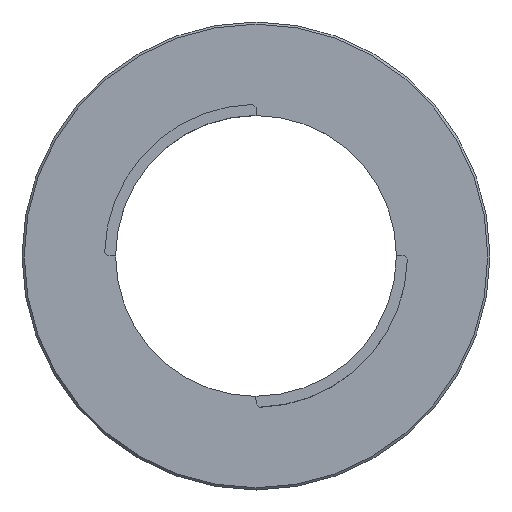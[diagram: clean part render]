
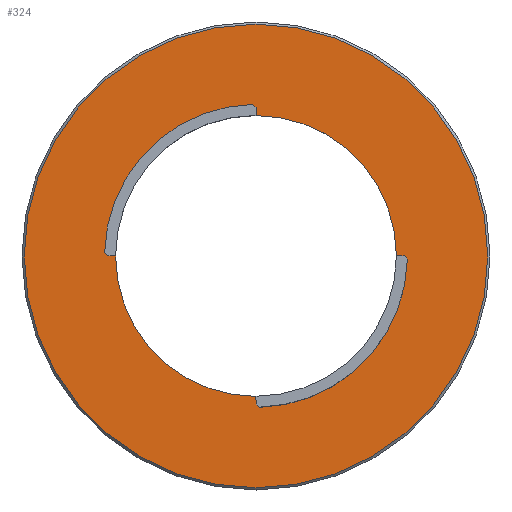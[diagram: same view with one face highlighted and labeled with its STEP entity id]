
A CAD part, top view. The second image highlights one B-rep face of the part: STEP entity #324.
In plain terms, the highlighted planar face has unit normal (0, 0, 1).
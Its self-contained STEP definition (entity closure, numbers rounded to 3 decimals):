
#26=PLANE('',#369);
#51=LINE('',#543,#79);
#52=LINE('',#545,#80);
#53=LINE('',#546,#81);
#54=LINE('',#548,#82);
#55=LINE('',#549,#83);
#56=LINE('',#551,#84);
#57=LINE('',#552,#85);
#58=LINE('',#554,#86);
#79=VECTOR('',#444,1000.);
#80=VECTOR('',#445,1000.);
#81=VECTOR('',#446,1000.);
#82=VECTOR('',#447,1000.);
#83=VECTOR('',#448,1000.);
#84=VECTOR('',#449,1000.);
#85=VECTOR('',#450,1000.);
#86=VECTOR('',#451,1000.);
#124=ORIENTED_EDGE('',*,*,#204,.T.);
#125=ORIENTED_EDGE('',*,*,#205,.F.);
#126=ORIENTED_EDGE('',*,*,#206,.T.);
#127=ORIENTED_EDGE('',*,*,#186,.T.);
#128=ORIENTED_EDGE('',*,*,#207,.T.);
#129=ORIENTED_EDGE('',*,*,#208,.F.);
#130=ORIENTED_EDGE('',*,*,#189,.F.);
#131=ORIENTED_EDGE('',*,*,#209,.F.);
#132=ORIENTED_EDGE('',*,*,#210,.T.);
#133=ORIENTED_EDGE('',*,*,#175,.T.);
#134=ORIENTED_EDGE('',*,*,#211,.T.);
#135=ORIENTED_EDGE('',*,*,#212,.F.);
#136=ORIENTED_EDGE('',*,*,#192,.F.);
#175=EDGE_CURVE('',#217,#218,#247,.T.);
#186=EDGE_CURVE('',#228,#227,#251,.T.);
#189=EDGE_CURVE('',#230,#231,#253,.T.);
#192=EDGE_CURVE('',#232,#233,#254,.T.);
#204=EDGE_CURVE('',#242,#242,#260,.F.);
#205=EDGE_CURVE('',#243,#232,#51,.T.);
#206=EDGE_CURVE('',#243,#228,#52,.T.);
#207=EDGE_CURVE('',#227,#244,#53,.T.);
#208=EDGE_CURVE('',#231,#244,#54,.T.);
#209=EDGE_CURVE('',#245,#230,#55,.T.);
#210=EDGE_CURVE('',#245,#217,#56,.T.);
#211=EDGE_CURVE('',#218,#246,#57,.T.);
#212=EDGE_CURVE('',#233,#246,#58,.T.);
#217=VERTEX_POINT('',#481);
#218=VERTEX_POINT('',#482);
#227=VERTEX_POINT('',#503);
#228=VERTEX_POINT('',#505);
#230=VERTEX_POINT('',#511);
#231=VERTEX_POINT('',#512);
#232=VERTEX_POINT('',#515);
#233=VERTEX_POINT('',#517);
#242=VERTEX_POINT('',#542);
#243=VERTEX_POINT('',#544);
#244=VERTEX_POINT('',#547);
#245=VERTEX_POINT('',#550);
#246=VERTEX_POINT('',#553);
#247=CIRCLE('',#350,27.5);
#251=CIRCLE('',#356,27.5);
#253=CIRCLE('',#359,25.5);
#254=CIRCLE('',#360,25.5);
#260=CIRCLE('',#370,42.1);
#271=EDGE_LOOP('',(#124));
#272=EDGE_LOOP('',(#125,#126,#127,#128,#129,#130,#131,#132,#133,#134,#135,
#136));
#297=FACE_BOUND('',#271,.T.);
#298=FACE_BOUND('',#272,.T.);
#324=ADVANCED_FACE('',(#297,#298),#26,.F.);
#350=AXIS2_PLACEMENT_3D('',#480,#386,#387);
#356=AXIS2_PLACEMENT_3D('',#504,#405,#406);
#359=AXIS2_PLACEMENT_3D('',#510,#412,#413);
#360=AXIS2_PLACEMENT_3D('',#516,#416,#417);
#369=AXIS2_PLACEMENT_3D('',#540,#440,#441);
#370=AXIS2_PLACEMENT_3D('',#541,#442,#443);
#386=DIRECTION('',(0.,0.,-1.));
#387=DIRECTION('',(1.,0.,0.));
#405=DIRECTION('',(0.,0.,-1.));
#406=DIRECTION('',(1.,0.,0.));
#412=DIRECTION('',(0.,0.,1.));
#413=DIRECTION('',(1.,0.,0.));
#416=DIRECTION('',(0.,0.,1.));
#417=DIRECTION('',(-1.,0.,0.));
#440=DIRECTION('',(0.,0.,-1.));
#441=DIRECTION('',(-1.,0.,0.));
#442=DIRECTION('',(0.,0.,-1.));
#443=DIRECTION('',(-1.,0.,0.));
#444=DIRECTION('',(-1.,0.,0.));
#445=DIRECTION('',(0.699,-0.715,0.));
#446=DIRECTION('',(-0.715,0.699,0.));
#447=DIRECTION('',(0.,-1.,0.));
#448=DIRECTION('',(1.,0.,0.));
#449=DIRECTION('',(-0.699,0.715,0.));
#450=DIRECTION('',(0.715,-0.699,0.));
#451=DIRECTION('',(0.,1.,0.));
#480=CARTESIAN_POINT('',(0.,0.,2.));
#481=CARTESIAN_POINT('',(-27.493,0.6,2.));
#482=CARTESIAN_POINT('',(-0.6,27.493,2.));
#503=CARTESIAN_POINT('',(0.6,-27.493,2.));
#504=CARTESIAN_POINT('',(0.,0.,2.));
#505=CARTESIAN_POINT('',(27.493,-0.6,2.));
#510=CARTESIAN_POINT('',(0.,0.,2.));
#511=CARTESIAN_POINT('',(-25.5,0.,2.));
#512=CARTESIAN_POINT('',(0.,-25.5,2.));
#515=CARTESIAN_POINT('',(25.5,0.,2.));
#516=CARTESIAN_POINT('',(0.,0.,2.));
#517=CARTESIAN_POINT('',(0.,25.5,2.));
#540=CARTESIAN_POINT('',(0.,0.,2.));
#541=CARTESIAN_POINT('',(0.,0.,2.));
#542=CARTESIAN_POINT('',(-42.1,0.,2.));
#543=CARTESIAN_POINT('',(25.5,0.,2.));
#544=CARTESIAN_POINT('',(26.907,0.,2.));
#545=CARTESIAN_POINT('',(13.747,13.45,2.));
#546=CARTESIAN_POINT('',(-13.45,-13.747,2.));
#547=CARTESIAN_POINT('',(0.,-26.907,2.));
#548=CARTESIAN_POINT('',(0.,-27.5,2.));
#549=CARTESIAN_POINT('',(-25.5,0.,2.));
#550=CARTESIAN_POINT('',(-26.907,0.,2.));
#551=CARTESIAN_POINT('',(-13.747,-13.45,2.));
#552=CARTESIAN_POINT('',(13.45,13.747,2.));
#553=CARTESIAN_POINT('',(0.,26.907,2.));
#554=CARTESIAN_POINT('',(0.,27.5,2.));
